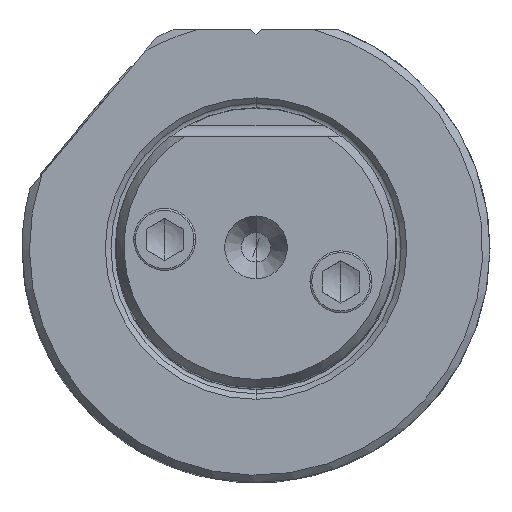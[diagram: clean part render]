
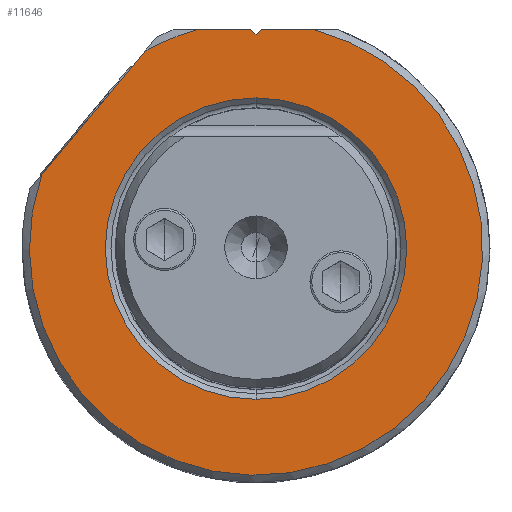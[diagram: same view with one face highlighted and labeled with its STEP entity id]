
A CAD part, top view. The second image highlights one B-rep face of the part: STEP entity #11646.
In plain terms, the highlighted planar face has unit normal (0, 0, 1).
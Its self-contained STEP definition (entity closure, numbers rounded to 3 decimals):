
#4055=DIRECTION('',(0.707,-0.707,0.));
#4056=VECTOR('',#4055,0.5);
#4057=CARTESIAN_POINT('',(-0.354,14.875,0.));
#4058=LINE('',#4057,#4056);
#4062=DIRECTION('',(0.707,0.707,0.));
#4063=VECTOR('',#4062,0.5);
#4064=CARTESIAN_POINT('',(0.,14.521,0.));
#4065=LINE('',#4064,#4063);
#4069=DIRECTION('',(1.,0.,0.));
#4070=VECTOR('',#4069,3.536);
#4071=CARTESIAN_POINT('',(0.354,14.875,0.));
#4072=LINE('',#4071,#4070);
#4076=CARTESIAN_POINT('',(0.,0.,0.));
#4077=DIRECTION('',(0.,0.,-1.));
#4078=DIRECTION('',(0.253,0.967,0.));
#4079=AXIS2_PLACEMENT_3D('',#4076,#4077,#4078);
#4084=DIRECTION('',(0.641,0.767,0.));
#4085=VECTOR('',#4084,10.909);
#4086=CARTESIAN_POINT('',(-14.528,5.033,
0.));
#4087=LINE('',#4086,#4085);
#4091=CARTESIAN_POINT('',(0.,0.,0.));
#4092=DIRECTION('',(0.,0.,-1.));
#4093=DIRECTION('',(-0.49,0.872,0.));
#4094=AXIS2_PLACEMENT_3D('',#4091,#4092,#4093);
#4099=DIRECTION('',(1.,0.,0.));
#4100=VECTOR('',#4099,3.536);
#4101=CARTESIAN_POINT('',(-3.889,14.875,0.));
#4102=LINE('',#4101,#4100);
#4106=CARTESIAN_POINT('',(0.,0.,0.));
#4107=DIRECTION('',(0.,0.,1.));
#4108=DIRECTION('',(0.,1.,0.));
#4109=AXIS2_PLACEMENT_3D('',#4106,#4107,#4108);
#4114=CARTESIAN_POINT('',(0.,0.,0.));
#4115=DIRECTION('',(0.,0.,1.));
#4116=DIRECTION('',(0.,-1.,0.));
#4117=AXIS2_PLACEMENT_3D('',#4114,#4115,#4116);
#7409=CARTESIAN_POINT('',(-0.354,14.875,0.));
#7410=VERTEX_POINT('',#7409);
#7411=CARTESIAN_POINT('',(0.354,14.875,0.));
#7412=VERTEX_POINT('',#7411);
#7413=CARTESIAN_POINT('',(0.,14.521,0.));
#7414=VERTEX_POINT('',#7413);
#7415=CARTESIAN_POINT('',(3.889,14.875,0.));
#7416=VERTEX_POINT('',#7415);
#7417=CARTESIAN_POINT('',(-14.528,5.033,
0.));
#7418=CARTESIAN_POINT('',(-7.533,13.403,
0.));
#7419=VERTEX_POINT('',#7417);
#7420=VERTEX_POINT('',#7418);
#7421=CARTESIAN_POINT('',(-3.889,14.875,0.));
#7422=VERTEX_POINT('',#7421);
#7423=CARTESIAN_POINT('',(0.,10.225,0.));
#7424=CARTESIAN_POINT('',(0.,-10.225,0.));
#7425=VERTEX_POINT('',#7423);
#7426=VERTEX_POINT('',#7424);
#11622=CARTESIAN_POINT('',(0.,-0.25,0.));
#11623=DIRECTION('',(0.,0.,1.));
#11624=DIRECTION('',(0.,-1.,0.));
#11625=AXIS2_PLACEMENT_3D('',#11622,#11623,#11624);
#11626=PLANE('',#11625);
#11628=ORIENTED_EDGE('',*,*,#11627,.T.);
#11630=ORIENTED_EDGE('',*,*,#11629,.T.);
#11631=ORIENTED_EDGE('',*,*,#11585,.T.);
#11632=ORIENTED_EDGE('',*,*,#11607,.T.);
#11633=ORIENTED_EDGE('',*,*,#9931,.T.);
#11635=ORIENTED_EDGE('',*,*,#11634,.T.);
#11637=ORIENTED_EDGE('',*,*,#11636,.T.);
#11638=EDGE_LOOP('',(#11628,#11630,#11631,#11632,#11633,#11635,#11637));
#11639=FACE_OUTER_BOUND('',#11638,.F.);
#11641=ORIENTED_EDGE('',*,*,#11640,.T.);
#11643=ORIENTED_EDGE('',*,*,#11642,.T.);
#11644=EDGE_LOOP('',(#11641,#11643));
#11645=FACE_BOUND('',#11644,.F.);
#4080=CIRCLE('',#4079,15.375);
#4095=CIRCLE('',#4094,15.375);
#4110=CIRCLE('',#4109,10.225);
#4118=CIRCLE('',#4117,10.225);
#9931=EDGE_CURVE('',#7419,#7420,#4087,.T.);
#11585=EDGE_CURVE('',#7412,#7416,#4072,.T.);
#11607=EDGE_CURVE('',#7416,#7419,#4080,.T.);
#11627=EDGE_CURVE('',#7410,#7414,#4058,.T.);
#11629=EDGE_CURVE('',#7414,#7412,#4065,.T.);
#11634=EDGE_CURVE('',#7420,#7422,#4095,.T.);
#11636=EDGE_CURVE('',#7422,#7410,#4102,.T.);
#11640=EDGE_CURVE('',#7425,#7426,#4110,.T.);
#11642=EDGE_CURVE('',#7426,#7425,#4118,.T.);
#11646=ADVANCED_FACE('',(#11639,#11645),#11626,.T.);
